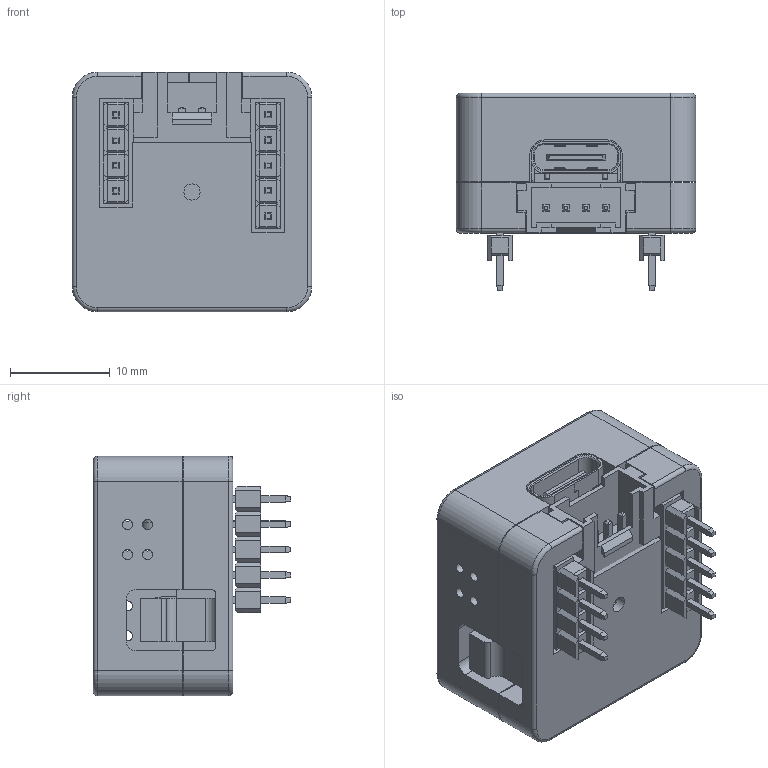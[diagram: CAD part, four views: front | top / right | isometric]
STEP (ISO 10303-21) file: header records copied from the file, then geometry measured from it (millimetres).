
FILE_DESCRIPTION(/* description */ (''),/* implementation_level */ '2;1');
FILE_NAME(/* name */ 'M5Atom.step',/* time_stamp */ '2022-07-07T15:26:18+02:00',/* author */ (''),/* organization */ (''),/* preprocessor_version */ 'ST-DEVELOPER v19',/* originating_system */ 'Autodesk Translation Framework v11.7.0.108',/* authorisation */ '');
FILE_SCHEMA (('AUTOMOTIVE_DESIGN { 1 0 10303 214 3 1 1 }'));
Length unit declared in the file: millimetre
Products named in the file (12): M5 Atom; Grove socket; pinsocket_5 v2; pinsocket_4 v3; HRO_TYPE-C-31-M-12 v2; HRO_TYPE-C-31-M-12; ConPins; PcbPins; Mold; Frame; 1x4 Male Pin Header; 1x5 Male Pin Header
Assembly tree (11 placements, depth 4):
  M5 Atom
    Grove socket
    pinsocket_5 v2
    pinsocket_4 v3
    HRO_TYPE-C-31-M-12 v2
      HRO_TYPE-C-31-M-12
        ConPins
        PcbPins
        Mold
        Frame
    1x4 Male Pin Header
    1x5 Male Pin Header
Bounding box: 24 x 19.8 x 24 mm (x, y, z)
Volume: 3614.5 mm3; surface area: 6485.6 mm2
Topology: 23 solids, 23 shells, 1260 faces, 3187 edges, 1960 vertices
Faces by surface type: plane 962, cylinder 222, torus 34, sphere 32, cone 10
Full cylindrical faces by diameter (mm): 0.5 x2, 1 x14, 1.623 x1
Entity records: 37250 total; most frequent: CARTESIAN_POINT 6423, ORIENTED_EDGE 6310, DIRECTION 6221, EDGE_CURVE 3155, LINE 2645, VECTOR 2645, VERTEX_POINT 1960, AXIS2_PLACEMENT_3D 1788
